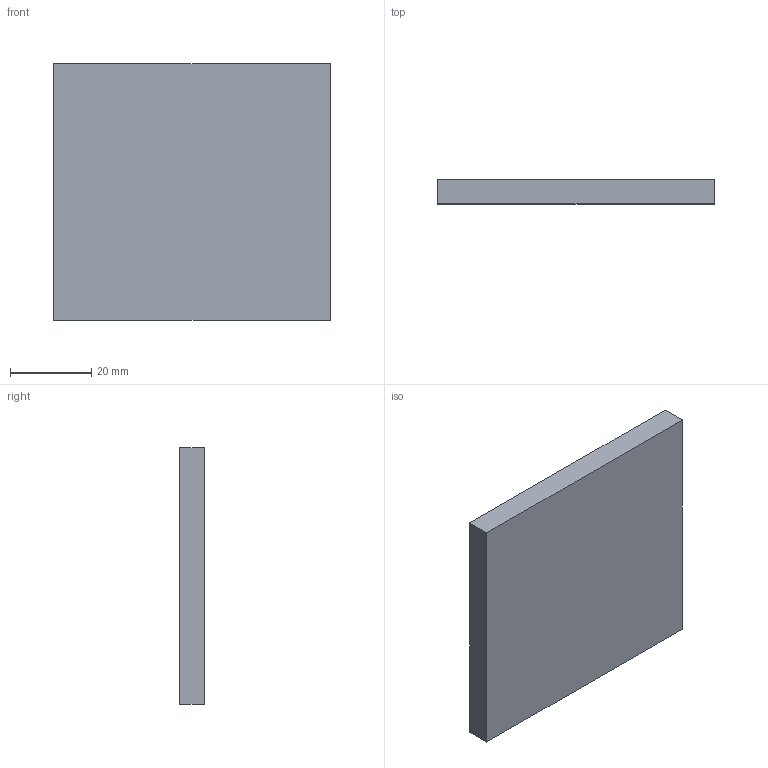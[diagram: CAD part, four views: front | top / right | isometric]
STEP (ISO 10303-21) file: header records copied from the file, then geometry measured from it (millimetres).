
FILE_DESCRIPTION (( 'STEP AP203' ), '1' );
FILE_NAME ('Gabarit_Arceaux.STEP', '2018-12-15T17:44:52', ( '' ), ( '' ), 'SwSTEP 2.0', 'SolidWorks 2014', '' );
FILE_SCHEMA (( 'CONFIG_CONTROL_DESIGN' ));
Length unit declared in the file: millimetre
Products named in the file (1): Gabarit_Arceaux
Bounding box: 68.14 x 6 x 63.1 mm (x, y, z)
Volume: 20168.5 mm3; surface area: 12062.1 mm2
Topology: 1 solids, 1 shells, 58 faces, 159 edges, 106 vertices
Faces by surface type: plane 37, cylinder 21
Entity records: 1922 total; most frequent: CARTESIAN_POINT 324, DIRECTION 319, ORIENTED_EDGE 318, EDGE_CURVE 159, VECTOR 117, LINE 117, VERTEX_POINT 106, AXIS2_PLACEMENT_3D 101
